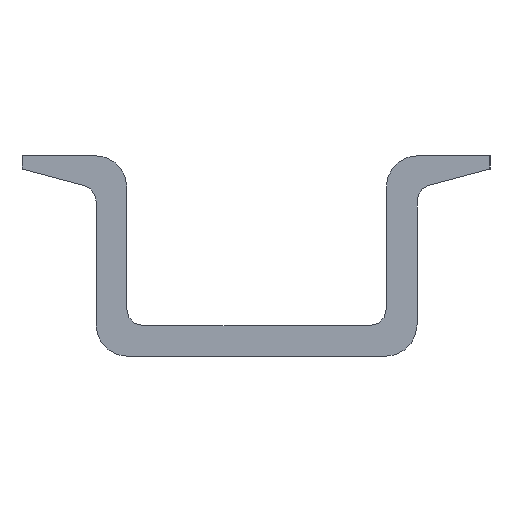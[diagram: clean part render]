
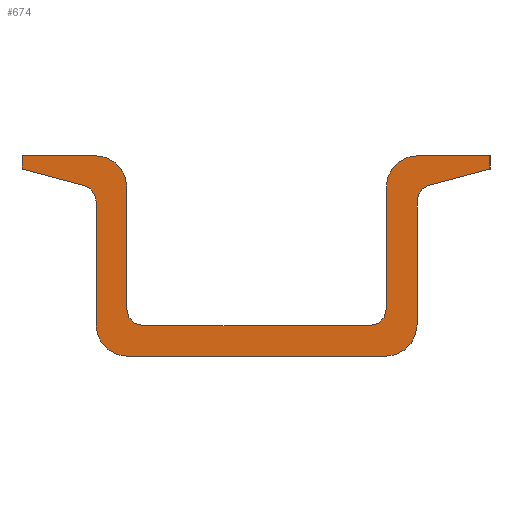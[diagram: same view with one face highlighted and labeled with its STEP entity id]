
A CAD part, left-side view. The second image highlights one B-rep face of the part: STEP entity #674.
In plain terms, the highlighted planar face has unit normal (-1, 0, 0).
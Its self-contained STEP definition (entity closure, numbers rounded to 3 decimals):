
#93=AXIS2_PLACEMENT_3D('Circle Axis2P3D',#91,#92,$) ;
#124=AXIS2_PLACEMENT_3D('Circle Axis2P3D',#122,#123,$) ;
#195=AXIS2_PLACEMENT_3D('Circle Axis2P3D',#193,#194,$) ;
#257=AXIS2_PLACEMENT_3D('Circle Axis2P3D',#255,#256,$) ;
#372=AXIS2_PLACEMENT_3D('Circle Axis2P3D',#370,#371,$) ;
#434=AXIS2_PLACEMENT_3D('Circle Axis2P3D',#432,#433,$) ;
#553=AXIS2_PLACEMENT_3D('Circle Axis2P3D',#551,#552,$) ;
#615=AXIS2_PLACEMENT_3D('Circle Axis2P3D',#613,#614,$) ;
#650=AXIS2_PLACEMENT_3D('Plane Axis2P3D',#647,#648,#649) ;
#43=CARTESIAN_POINT('Vertex',(0.,27.109,0.)) ;
#57=CARTESIAN_POINT('Vertex',(0.,7.809,0.)) ;
#60=CARTESIAN_POINT('Line Origine',(0.,17.459,0.)) ;
#83=CARTESIAN_POINT('Vertex',(0.,29.459,2.35)) ;
#91=CARTESIAN_POINT('Axis2P3D Location',(0.,27.109,2.35)) ;
#119=CARTESIAN_POINT('Vertex',(0.,5.459,2.35)) ;
#122=CARTESIAN_POINT('Axis2P3D Location',(0.,7.809,2.35)) ;
#145=CARTESIAN_POINT('Vertex',(0.,29.459,11.595)) ;
#153=CARTESIAN_POINT('Line Origine',(0.,29.459,6.972)) ;
#176=CARTESIAN_POINT('Vertex',(0.,25.959,2.3)) ;
#190=CARTESIAN_POINT('Vertex',(0.,27.159,3.5)) ;
#193=CARTESIAN_POINT('Axis2P3D Location',(0.,25.959,3.5)) ;
#221=CARTESIAN_POINT('Vertex',(0.,27.159,12.65)) ;
#224=CARTESIAN_POINT('Line Origine',(0.,27.159,8.075)) ;
#252=CARTESIAN_POINT('Vertex',(0.,29.509,15.)) ;
#255=CARTESIAN_POINT('Axis2P3D Location',(0.,29.509,12.65)) ;
#283=CARTESIAN_POINT('Vertex',(0.,35.,15.)) ;
#286=CARTESIAN_POINT('Line Origine',(0.,32.255,15.)) ;
#314=CARTESIAN_POINT('Vertex',(0.,35.,14.)) ;
#317=CARTESIAN_POINT('Line Origine',(0.,35.,14.5)) ;
#345=CARTESIAN_POINT('Vertex',(0.,30.349,12.754)) ;
#348=CARTESIAN_POINT('Line Origine',(0.,32.674,13.377)) ;
#370=CARTESIAN_POINT('Axis2P3D Location',(0.,30.659,11.595)) ;
#398=CARTESIAN_POINT('Vertex',(0.,5.459,11.616)) ;
#401=CARTESIAN_POINT('Line Origine',(0.,5.459,6.983)) ;
#429=CARTESIAN_POINT('Vertex',(0.,4.57,12.776)) ;
#432=CARTESIAN_POINT('Axis2P3D Location',(0.,4.259,11.616)) ;
#460=CARTESIAN_POINT('Vertex',(0.,0.,14.)) ;
#463=CARTESIAN_POINT('Line Origine',(0.,2.285,13.388)) ;
#491=CARTESIAN_POINT('Vertex',(0.,0.,15.)) ;
#494=CARTESIAN_POINT('Line Origine',(0.,0.,14.5)) ;
#517=CARTESIAN_POINT('Vertex',(0.,5.409,15.)) ;
#520=CARTESIAN_POINT('Line Origine',(0.,2.705,15.)) ;
#548=CARTESIAN_POINT('Vertex',(0.,7.759,12.65)) ;
#551=CARTESIAN_POINT('Axis2P3D Location',(0.,5.409,12.65)) ;
#579=CARTESIAN_POINT('Vertex',(0.,7.759,3.5)) ;
#582=CARTESIAN_POINT('Line Origine',(0.,7.759,8.075)) ;
#610=CARTESIAN_POINT('Vertex',(0.,8.959,2.3)) ;
#613=CARTESIAN_POINT('Axis2P3D Location',(0.,8.959,3.5)) ;
#635=CARTESIAN_POINT('Line Origine',(0.,17.459,2.3)) ;
#647=CARTESIAN_POINT('Axis2P3D Location',(0.,29.459,0.)) ;
#61=DIRECTION('Vector Direction',(0.,-1.,0.)) ;
#92=DIRECTION('Axis2P3D Direction',(-1.,0.,0.)) ;
#123=DIRECTION('Axis2P3D Direction',(-1.,0.,0.)) ;
#154=DIRECTION('Vector Direction',(0.,0.,-1.)) ;
#194=DIRECTION('Axis2P3D Direction',(-1.,0.,0.)) ;
#225=DIRECTION('Vector Direction',(0.,0.,1.)) ;
#256=DIRECTION('Axis2P3D Direction',(-1.,0.,0.)) ;
#287=DIRECTION('Vector Direction',(0.,1.,0.)) ;
#318=DIRECTION('Vector Direction',(0.,0.,-1.)) ;
#349=DIRECTION('Vector Direction',(0.,-0.966,-0.259)) ;
#371=DIRECTION('Axis2P3D Direction',(-1.,0.,0.)) ;
#402=DIRECTION('Vector Direction',(0.,0.,1.)) ;
#433=DIRECTION('Axis2P3D Direction',(-1.,0.,0.)) ;
#464=DIRECTION('Vector Direction',(0.,0.966,-0.259)) ;
#495=DIRECTION('Vector Direction',(0.,0.,-1.)) ;
#521=DIRECTION('Vector Direction',(0.,1.,0.)) ;
#552=DIRECTION('Axis2P3D Direction',(-1.,0.,0.)) ;
#583=DIRECTION('Vector Direction',(0.,0.,-1.)) ;
#614=DIRECTION('Axis2P3D Direction',(-1.,0.,0.)) ;
#636=DIRECTION('Vector Direction',(0.,1.,0.)) ;
#648=DIRECTION('Axis2P3D Direction',(-1.,0.,0.)) ;
#649=DIRECTION('Axis2P3D XDirection',(0.,-1.,0.)) ;
#62=VECTOR('Line Direction',#61,1.) ;
#155=VECTOR('Line Direction',#154,1.) ;
#226=VECTOR('Line Direction',#225,1.) ;
#288=VECTOR('Line Direction',#287,1.) ;
#319=VECTOR('Line Direction',#318,1.) ;
#350=VECTOR('Line Direction',#349,1.) ;
#403=VECTOR('Line Direction',#402,1.) ;
#465=VECTOR('Line Direction',#464,1.) ;
#496=VECTOR('Line Direction',#495,1.) ;
#522=VECTOR('Line Direction',#521,1.) ;
#584=VECTOR('Line Direction',#583,1.) ;
#637=VECTOR('Line Direction',#636,1.) ;
#653=ORIENTED_EDGE('',*,*,#197,.T.) ;
#654=ORIENTED_EDGE('',*,*,#228,.T.) ;
#655=ORIENTED_EDGE('',*,*,#259,.T.) ;
#656=ORIENTED_EDGE('',*,*,#290,.T.) ;
#657=ORIENTED_EDGE('',*,*,#321,.T.) ;
#658=ORIENTED_EDGE('',*,*,#352,.T.) ;
#659=ORIENTED_EDGE('',*,*,#374,.T.) ;
#660=ORIENTED_EDGE('',*,*,#157,.T.) ;
#661=ORIENTED_EDGE('',*,*,#95,.T.) ;
#662=ORIENTED_EDGE('',*,*,#64,.T.) ;
#663=ORIENTED_EDGE('',*,*,#126,.T.) ;
#664=ORIENTED_EDGE('',*,*,#405,.T.) ;
#665=ORIENTED_EDGE('',*,*,#436,.T.) ;
#666=ORIENTED_EDGE('',*,*,#467,.T.) ;
#667=ORIENTED_EDGE('',*,*,#498,.T.) ;
#668=ORIENTED_EDGE('',*,*,#524,.T.) ;
#669=ORIENTED_EDGE('',*,*,#555,.T.) ;
#670=ORIENTED_EDGE('',*,*,#586,.T.) ;
#671=ORIENTED_EDGE('',*,*,#617,.T.) ;
#672=ORIENTED_EDGE('',*,*,#639,.F.) ;
#674=ADVANCED_FACE('Body.1',(#673),#651,.T.) ;
#94=CIRCLE('generated circle',#93,2.35) ;
#125=CIRCLE('generated circle',#124,2.35) ;
#196=CIRCLE('generated circle',#195,1.2) ;
#258=CIRCLE('generated circle',#257,2.35) ;
#373=CIRCLE('generated circle',#372,1.2) ;
#435=CIRCLE('generated circle',#434,1.2) ;
#554=CIRCLE('generated circle',#553,2.35) ;
#616=CIRCLE('generated circle',#615,1.2) ;
#64=EDGE_CURVE('',#44,#58,#63,.T.) ;
#95=EDGE_CURVE('',#84,#44,#94,.T.) ;
#126=EDGE_CURVE('',#58,#120,#125,.T.) ;
#157=EDGE_CURVE('',#146,#84,#156,.T.) ;
#197=EDGE_CURVE('',#177,#191,#196,.F.) ;
#228=EDGE_CURVE('',#191,#222,#227,.T.) ;
#259=EDGE_CURVE('',#222,#253,#258,.T.) ;
#290=EDGE_CURVE('',#253,#284,#289,.T.) ;
#321=EDGE_CURVE('',#284,#315,#320,.T.) ;
#352=EDGE_CURVE('',#315,#346,#351,.T.) ;
#374=EDGE_CURVE('',#346,#146,#373,.F.) ;
#405=EDGE_CURVE('',#120,#399,#404,.T.) ;
#436=EDGE_CURVE('',#399,#430,#435,.F.) ;
#467=EDGE_CURVE('',#430,#461,#466,.F.) ;
#498=EDGE_CURVE('',#461,#492,#497,.F.) ;
#524=EDGE_CURVE('',#492,#518,#523,.T.) ;
#555=EDGE_CURVE('',#518,#549,#554,.T.) ;
#586=EDGE_CURVE('',#549,#580,#585,.T.) ;
#617=EDGE_CURVE('',#580,#611,#616,.F.) ;
#639=EDGE_CURVE('',#177,#611,#638,.F.) ;
#652=EDGE_LOOP('',(#653,#654,#655,#656,#657,#658,#659,#660,#661,#662,#663,#664,#665,#666,#667,#668,#669,#670,#671,#672)) ;
#673=FACE_OUTER_BOUND('',#652,.T.) ;
#63=LINE('Line',#60,#62) ;
#156=LINE('Line',#153,#155) ;
#227=LINE('Line',#224,#226) ;
#289=LINE('Line',#286,#288) ;
#320=LINE('Line',#317,#319) ;
#351=LINE('Line',#348,#350) ;
#404=LINE('Line',#401,#403) ;
#466=LINE('Line',#463,#465) ;
#497=LINE('Line',#494,#496) ;
#523=LINE('Line',#520,#522) ;
#585=LINE('Line',#582,#584) ;
#638=LINE('Line',#635,#637) ;
#651=PLANE('',#650) ;
#44=VERTEX_POINT('',#43) ;
#58=VERTEX_POINT('',#57) ;
#84=VERTEX_POINT('',#83) ;
#120=VERTEX_POINT('',#119) ;
#146=VERTEX_POINT('',#145) ;
#177=VERTEX_POINT('',#176) ;
#191=VERTEX_POINT('',#190) ;
#222=VERTEX_POINT('',#221) ;
#253=VERTEX_POINT('',#252) ;
#284=VERTEX_POINT('',#283) ;
#315=VERTEX_POINT('',#314) ;
#346=VERTEX_POINT('',#345) ;
#399=VERTEX_POINT('',#398) ;
#430=VERTEX_POINT('',#429) ;
#461=VERTEX_POINT('',#460) ;
#492=VERTEX_POINT('',#491) ;
#518=VERTEX_POINT('',#517) ;
#549=VERTEX_POINT('',#548) ;
#580=VERTEX_POINT('',#579) ;
#611=VERTEX_POINT('',#610) ;
